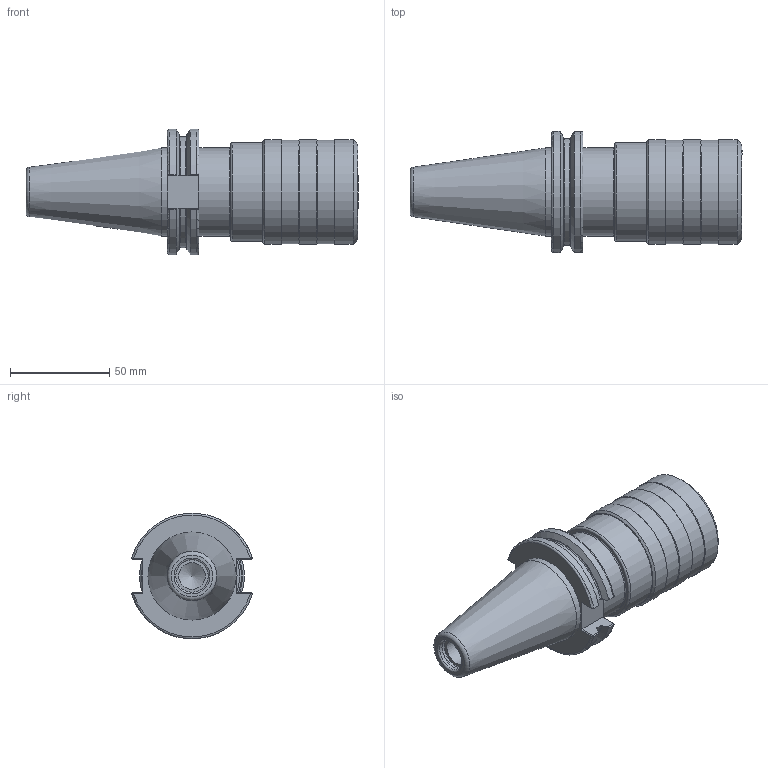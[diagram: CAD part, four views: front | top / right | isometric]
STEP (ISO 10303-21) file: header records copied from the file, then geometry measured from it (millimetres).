
FILE_DESCRIPTION(/* description */ (''),/* implementation_level */ '2;1');
FILE_NAME(/* name */ 'CAT40-TC2-097.stp',/* time_stamp */ '2019-07-26T08:54:03-05:00',/* author */ ('ldfli'),/* organization */ ('Pioneer N.A.'),/* preprocessor_version */ 'ST-DEVELOPER v18',/* originating_system */ 'Autodesk Inventor LT',/* authorisation */ '');
FILE_SCHEMA (('AUTOMOTIVE_DESIGN { 1 0 10303 214 3 1 1 }'));
Length unit declared in the file: millimetre
Products named in the file (1): CAT40-TC2-097
Bounding box: 167.6 x 61.14 x 63.31 mm (x, y, z)
Volume: 214568.7 mm3; surface area: 46033.3 mm2
Topology: 1 solids, 2 shells, 134 faces, 384 edges, 262 vertices
Faces by surface type: plane 50, cylinder 31, cone 21, torus 16, bspline 16
Full cylindrical faces by diameter (mm): 10 x1, 13.386 x1, 16.3 x1, 16.8 x1, 18 x1, 31 x1, 31.4 x1, 37.6 x1, 38 x1, 41 x2, 41.6 x1, 42 x1, 44.45 x2, 46 x1, 50 x2, 52.4 x2, 53 x3
Entity records: 5205 total; most frequent: CARTESIAN_POINT 1675, ORIENTED_EDGE 764, DIRECTION 724, EDGE_CURVE 382, AXIS2_PLACEMENT_3D 291, VERTEX_POINT 262, CIRCLE 172, EDGE_LOOP 148
